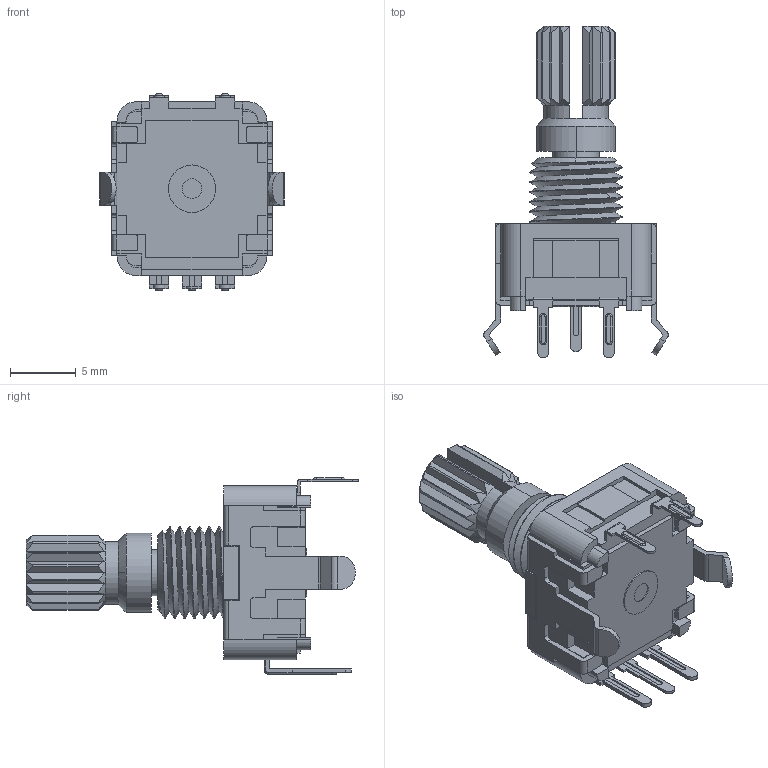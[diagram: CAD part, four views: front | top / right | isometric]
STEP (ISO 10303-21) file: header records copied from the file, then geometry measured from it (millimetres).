
FILE_DESCRIPTION((''),'2;1');
FILE_NAME('PEC11R-4X15K-SXXXX','2015-11-24T',('RICKB'),('Bourns, Inc.'),'PRO/ENGINEER BY PARAMETRIC TECHNOLOGY CORPORATION, 2012230','PRO/ENGINEER BY PARAMETRIC TECHNOLOGY CORPORATION, 2012230','');
FILE_SCHEMA(('CONFIG_CONTROL_DESIGN'));
Length unit declared in the file: millimetre
Products named in the file (1): PEC11R-4X15K-SXXXX
Bounding box: 14 x 25.2 x 14.9 mm (x, y, z)
Volume: 1196.2 mm3; surface area: 1629.8 mm2
Topology: 1 solids, 2 shells, 509 faces, 1412 edges, 925 vertices
Faces by surface type: plane 318, cylinder 146, cone 28, torus 13, bspline 4
Entity records: 18379 total; most frequent: CARTESIAN_POINT 5234, ORIENTED_EDGE 2824, DIRECTION 2639, EDGE_CURVE 1412, VECTOR 971, LINE 971, VERTEX_POINT 925, AXIS2_PLACEMENT_3D 834
